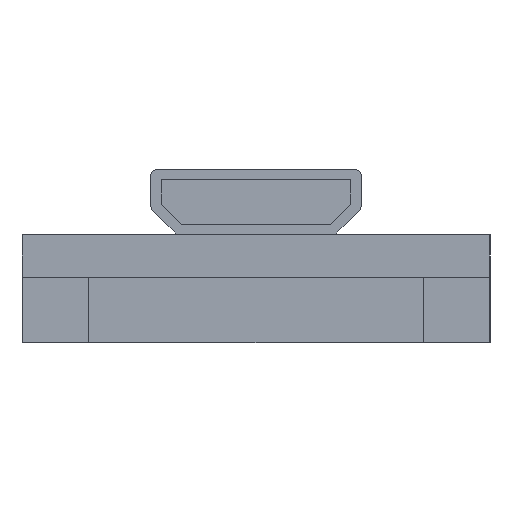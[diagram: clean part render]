
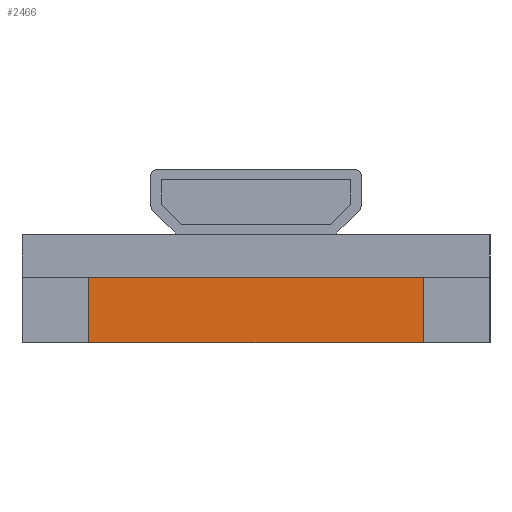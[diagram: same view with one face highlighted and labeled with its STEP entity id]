
A CAD part, left-side view. The second image highlights one B-rep face of the part: STEP entity #2466.
In plain terms, the highlighted planar face has unit normal (-1, 0, 0).
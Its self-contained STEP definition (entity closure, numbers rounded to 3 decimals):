
#204=PLANE('',#2755);
#326=FACE_OUTER_BOUND('',#572,.T.);
#572=EDGE_LOOP('',(#2251,#2252,#2253,#2254));
#750=LINE('',#4118,#926);
#758=LINE('',#4133,#934);
#759=LINE('',#4135,#935);
#760=LINE('',#4136,#936);
#926=VECTOR('',#3455,10.);
#934=VECTOR('',#3467,10.);
#935=VECTOR('',#3470,10.);
#936=VECTOR('',#3471,10.);
#1294=VERTEX_POINT('',#4115);
#1295=VERTEX_POINT('',#4117);
#1299=VERTEX_POINT('',#4129);
#1300=VERTEX_POINT('',#4131);
#1614=EDGE_CURVE('',#1294,#1295,#750,.T.);
#1622=EDGE_CURVE('',#1299,#1300,#758,.T.);
#1623=EDGE_CURVE('',#1294,#1299,#759,.T.);
#1624=EDGE_CURVE('',#1295,#1300,#760,.T.);
#2251=ORIENTED_EDGE('',*,*,#1623,.T.);
#2252=ORIENTED_EDGE('',*,*,#1622,.T.);
#2253=ORIENTED_EDGE('',*,*,#1624,.F.);
#2254=ORIENTED_EDGE('',*,*,#1614,.F.);
#2466=ADVANCED_FACE('',(#326),#204,.T.);
#2755=AXIS2_PLACEMENT_3D('',#4134,#3468,#3469);
#3455=DIRECTION('',(0.,0.,-1.));
#3467=DIRECTION('',(0.,0.,-1.));
#3468=DIRECTION('center_axis',(-1.,0.,0.));
#3469=DIRECTION('ref_axis',(0.,1.,0.));
#3470=DIRECTION('',(0.,1.,0.));
#3471=DIRECTION('',(0.,1.,0.));
#4115=CARTESIAN_POINT('',(33.02,2.54,0.));
#4117=CARTESIAN_POINT('',(33.02,2.54,-2.5));
#4118=CARTESIAN_POINT('',(33.02,2.54,0.));
#4129=CARTESIAN_POINT('',(33.02,15.24,0.));
#4131=CARTESIAN_POINT('',(33.02,15.24,-2.5));
#4133=CARTESIAN_POINT('',(33.02,15.24,0.));
#4134=CARTESIAN_POINT('Origin',(33.02,2.54,0.));
#4135=CARTESIAN_POINT('',(33.02,2.54,0.));
#4136=CARTESIAN_POINT('',(33.02,2.54,-2.5));
